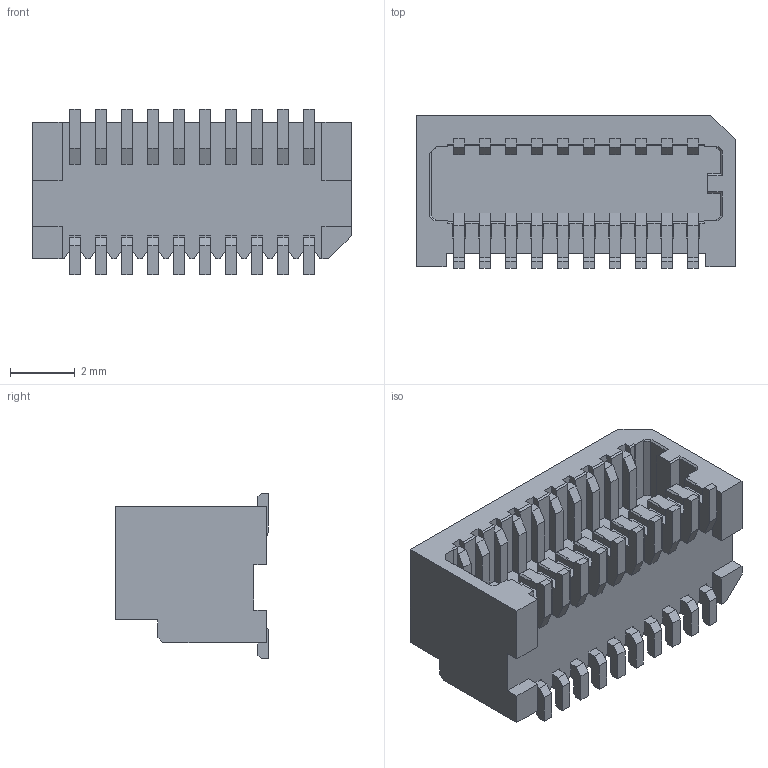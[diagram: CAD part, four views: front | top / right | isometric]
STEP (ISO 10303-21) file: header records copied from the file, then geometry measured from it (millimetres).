
FILE_DESCRIPTION((''),'2;1');
FILE_NAME('533092070','2019-05-09T',('gga'),(''),'PRO/ENGINEER BY PARAMETRIC TECHNOLOGY CORPORATION, 2016010','PRO/ENGINEER BY PARAMETRIC TECHNOLOGY CORPORATION, 2016010','');
FILE_SCHEMA(('CONFIG_CONTROL_DESIGN'));
Length unit declared in the file: millimetre
Products named in the file (1): 533092070
Bounding box: 9.8 x 4.7 x 5.1 mm (x, y, z)
Volume: 124.9 mm3; surface area: 333.2 mm2
Topology: 1 solids, 1 shells, 573 faces, 1668 edges, 1098 vertices
Faces by surface type: plane 573
Entity records: 18287 total; most frequent: CARTESIAN_POINT 3258, ORIENTED_EDGE 3174, DIRECTION 2816, VECTOR 1668, LINE 1668, EDGE_CURVE 1587, VERTEX_POINT 1016, AXIS2_PLACEMENT_3D 574
